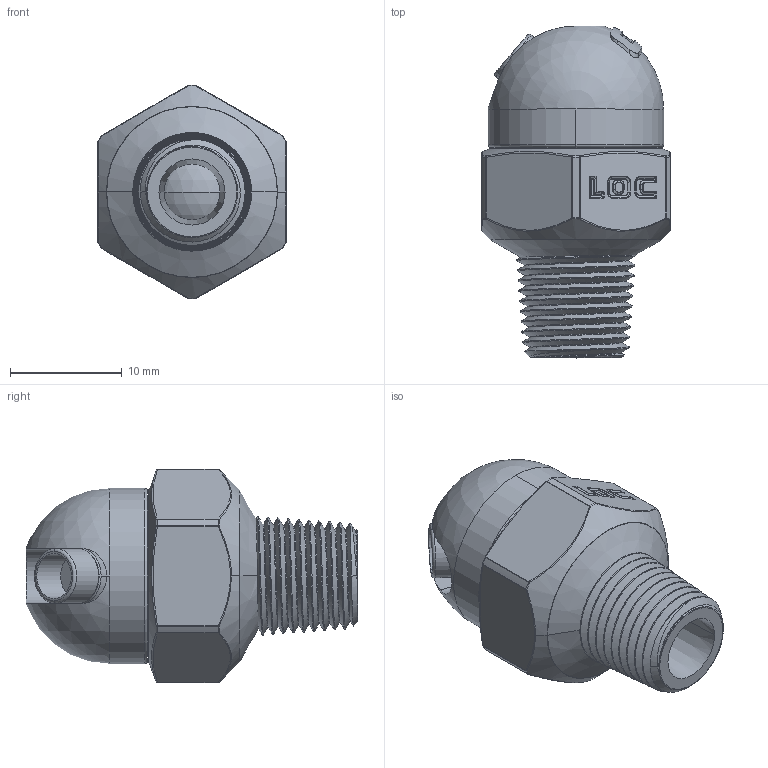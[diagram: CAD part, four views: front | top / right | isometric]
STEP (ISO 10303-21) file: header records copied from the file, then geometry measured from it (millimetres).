
FILE_DESCRIPTION (( 'STEP AP214' ), '1' );
FILE_NAME ('CT 160 X .000 X 1-8.STEP', '2014-11-24T18:53:11', ( '' ), ( '' ), 'SwSTEP 2.0', 'SolidWorks 2012', '' );
FILE_SCHEMA (( 'AUTOMOTIVE_DESIGN' ));
Length unit declared in the file: inch
Products named in the file (4): NPT-1-8-Part-size; CTNozzles .160X.000 .250 .500 1.250; CT193 TURRET 70 Degree Slot(PartSize); CT 160 X .000 X 1-8
Assembly tree (3 placements, depth 2):
  CT 160 X .000 X 1-8
    CT193 TURRET 70 Degree Slot(PartSize)
    CTNozzles .160X.000 .250 .500 1.250
    NPT-1-8-Part-size
Bounding box: 16.9 x 29.75 x 19.11 mm (x, y, z)
Volume: 3936.3 mm3; surface area: 2930.9 mm2
Topology: 3 solids, 4 shells, 632 faces, 1417 edges, 794 vertices
Faces by surface type: cylinder 210, plane 105, bspline 92, torus 85, sphere 83, cone 57
Entity records: 26568 total; most frequent: CARTESIAN_POINT 13012, DIRECTION 2909, ORIENTED_EDGE 2792, EDGE_CURVE 1396, AXIS2_PLACEMENT_3D 1200, VERTEX_POINT 787, CIRCLE 654, EDGE_LOOP 651
